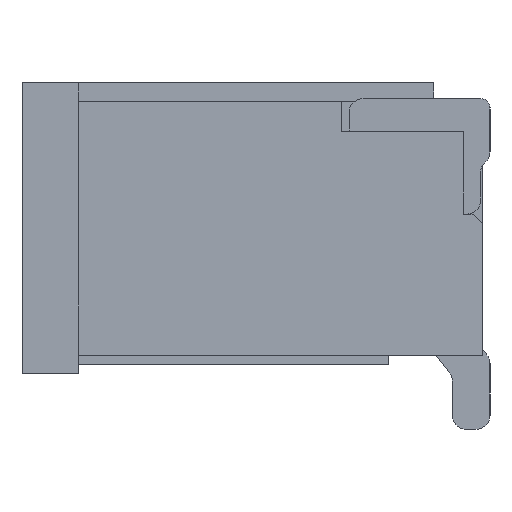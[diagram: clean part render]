
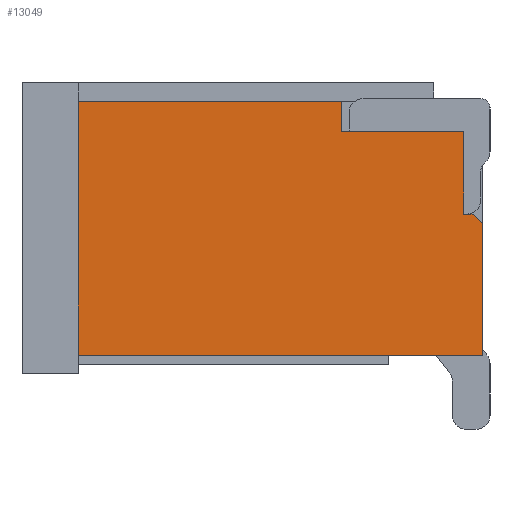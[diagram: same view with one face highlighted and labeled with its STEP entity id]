
A CAD part, left-side view. The second image highlights one B-rep face of the part: STEP entity #13049.
In plain terms, the highlighted planar face has unit normal (-1, 0, 0).
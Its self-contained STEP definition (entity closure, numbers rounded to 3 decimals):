
#324=DIRECTION('',(0.,0.,1.));
#325=VECTOR('',#324,2.7);
#326=CARTESIAN_POINT('',(-6.,2.15,-1.4));
#327=LINE('',#326,#325);
#592=DIRECTION('',(0.,-1.,0.));
#593=VECTOR('',#592,4.3);
#594=CARTESIAN_POINT('',(-6.,2.15,-1.4));
#595=LINE('',#594,#593);
#2720=DIRECTION('',(0.,1.,0.));
#2721=VECTOR('',#2720,2.8);
#2722=CARTESIAN_POINT('',(-6.,-0.65,1.3));
#2723=LINE('',#2722,#2721);
#2826=DIRECTION('',(0.,0.,-1.));
#2827=VECTOR('',#2826,1.4);
#2828=CARTESIAN_POINT('',(-6.,-2.15,0.));
#2829=LINE('',#2828,#2827);
#2854=DIRECTION('',(0.,-0.707,-0.707));
#2855=VECTOR('',#2854,0.141);
#2856=CARTESIAN_POINT('',(-6.,-2.05,0.1));
#2857=LINE('',#2856,#2855);
#2866=DIRECTION('',(0.,1.,0.));
#2867=VECTOR('',#2866,1.3);
#2868=CARTESIAN_POINT('',(-6.,-1.95,0.98));
#2869=LINE('',#2868,#2867);
#2951=DIRECTION('',(0.,0.,-1.));
#2952=VECTOR('',#2951,0.32);
#2953=CARTESIAN_POINT('',(-6.,-0.65,1.3));
#2954=LINE('',#2953,#2952);
#3094=DIRECTION('',(0.,1.,0.));
#3095=VECTOR('',#3094,0.1);
#3096=CARTESIAN_POINT('',(-6.,-2.05,0.1));
#3097=LINE('',#3096,#3095);
#3114=DIRECTION('',(0.,0.,-1.));
#3115=VECTOR('',#3114,0.88);
#3116=CARTESIAN_POINT('',(-6.,-1.95,0.98));
#3117=LINE('',#3116,#3115);
#8023=CARTESIAN_POINT('',(-6.,-1.95,0.98));
#8024=CARTESIAN_POINT('',(-6.,-0.65,0.98));
#8025=VERTEX_POINT('',#8023);
#8026=VERTEX_POINT('',#8024);
#8027=CARTESIAN_POINT('',(-6.,-0.65,1.3));
#8028=VERTEX_POINT('',#8027);
#8029=CARTESIAN_POINT('',(-6.,2.15,1.3));
#8030=VERTEX_POINT('',#8029);
#8031=CARTESIAN_POINT('',(-6.,2.15,-1.4));
#8032=VERTEX_POINT('',#8031);
#8033=CARTESIAN_POINT('',(-6.,-2.15,-1.4));
#8034=VERTEX_POINT('',#8033);
#8035=CARTESIAN_POINT('',(-6.,-2.15,0.));
#8036=VERTEX_POINT('',#8035);
#8037=CARTESIAN_POINT('',(-6.,-2.05,0.1));
#8038=VERTEX_POINT('',#8037);
#8039=CARTESIAN_POINT('',(-6.,-1.95,0.1));
#8040=VERTEX_POINT('',#8039);
#13028=CARTESIAN_POINT('',(-6.,0.,-0.05));
#13029=DIRECTION('',(1.,0.,0.));
#13030=DIRECTION('',(0.,0.,-1.));
#13031=AXIS2_PLACEMENT_3D('',#13028,#13029,#13030);
#13032=PLANE('',#13031);
#13034=ORIENTED_EDGE('',*,*,#13033,.F.);
#13036=ORIENTED_EDGE('',*,*,#13035,.T.);
#13038=ORIENTED_EDGE('',*,*,#13037,.F.);
#13040=ORIENTED_EDGE('',*,*,#13039,.T.);
#13041=ORIENTED_EDGE('',*,*,#13004,.T.);
#13042=ORIENTED_EDGE('',*,*,#9988,.F.);
#13043=ORIENTED_EDGE('',*,*,#9624,.T.);
#13044=ORIENTED_EDGE('',*,*,#12868,.F.);
#13046=ORIENTED_EDGE('',*,*,#13045,.T.);
#13047=EDGE_LOOP('',(#13034,#13036,#13038,#13040,#13041,#13042,#13043,#13044,
#13046));
#13048=FACE_OUTER_BOUND('',#13047,.F.);
#13049=ADVANCED_FACE('',(#13048),#13032,.F.);
#9624=EDGE_CURVE('',#8032,#8030,#327,.T.);
#9988=EDGE_CURVE('',#8032,#8034,#595,.T.);
#12868=EDGE_CURVE('',#8028,#8030,#2723,.T.);
#13004=EDGE_CURVE('',#8036,#8034,#2829,.T.);
#13033=EDGE_CURVE('',#8025,#8026,#2869,.T.);
#13035=EDGE_CURVE('',#8025,#8040,#3117,.T.);
#13037=EDGE_CURVE('',#8038,#8040,#3097,.T.);
#13039=EDGE_CURVE('',#8038,#8036,#2857,.T.);
#13045=EDGE_CURVE('',#8028,#8026,#2954,.T.);
